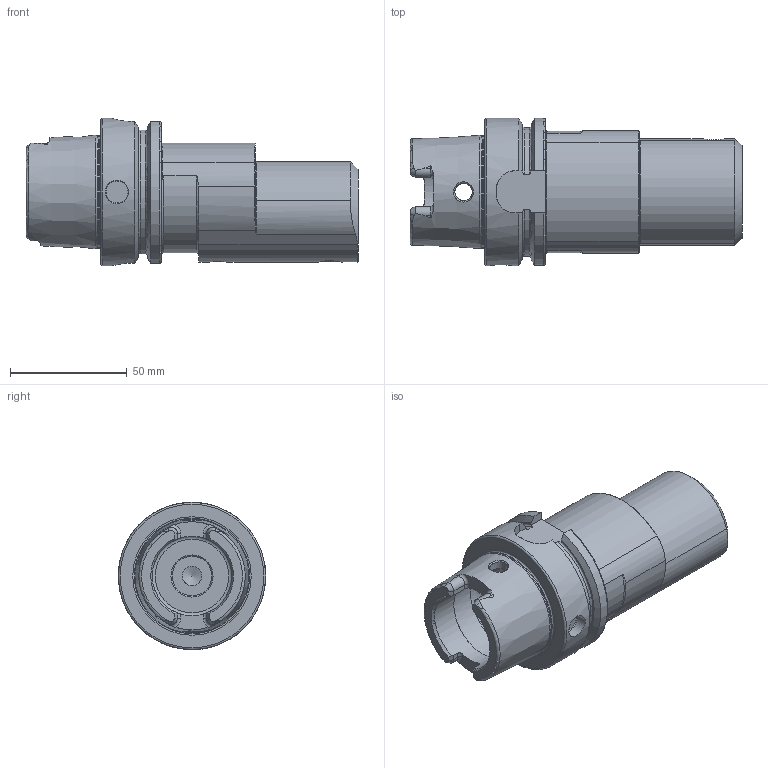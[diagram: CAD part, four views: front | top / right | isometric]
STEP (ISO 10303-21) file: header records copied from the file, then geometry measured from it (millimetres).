
FILE_DESCRIPTION (( 'STEP AP214' ), '1' );
FILE_NAME ('HA6.WH4.So1.110.STEP', '2021-10-14T09:06:53', ( '' ), ( '' ), 'SwSTEP 2.0', 'SolidWorks 2017', '' );
FILE_SCHEMA (( 'AUTOMOTIVE_DESIGN' ));
Length unit declared in the file: millimetre
Products named in the file (4): WH4-ER1.001.015; KVT_MB_600_080; HA6.WH4.So1.110; HA6-WH4.So1.110_A
Assembly tree (4 placements, depth 2):
  HA6.WH4.So1.110
    HA6-WH4.So1.110_A
    WH4-ER1.001.015  x2
    KVT_MB_600_080
Bounding box: 141.9 x 63 x 63 mm (x, y, z)
Volume: 212675.5 mm3; surface area: 40629.4 mm2
Topology: 5 solids, 5 shells, 237 faces, 604 edges, 376 vertices
Faces by surface type: plane 83, cylinder 57, cone 52, torus 33, bspline 11, sphere 1
Full cylindrical faces by diameter (mm): 5 x2, 6.8 x2, 7 x1, 7.5 x2, 8 x3, 8.4 x1, 9 x2, 10 x3, 17 x1, 19 x1, 22 x1, 23 x1, 34 x2, 40 x1, 47.941 x1, 63 x1
Entity records: 9690 total; most frequent: CARTESIAN_POINT 4783, ORIENTED_EDGE 948, DIRECTION 931, EDGE_CURVE 474, AXIS2_PLACEMENT_3D 394, VERTEX_POINT 330, EDGE_LOOP 292, FACE_OUTER_BOUND 252
